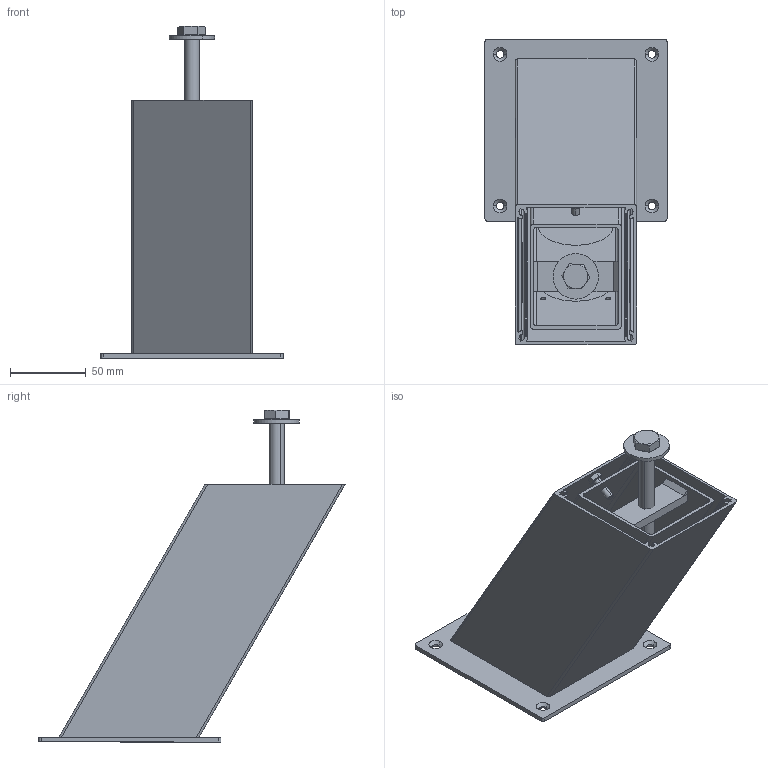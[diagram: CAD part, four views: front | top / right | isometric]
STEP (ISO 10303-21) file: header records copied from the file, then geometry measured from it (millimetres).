
FILE_DESCRIPTION(('STEP AP214'),'1');
FILE_NAME('Rhodos 3 H170.stp','2025-10-08T10:21:41',(' '),(' '),'Spatial InterOp 3D',' ',' ');
FILE_SCHEMA(('AUTOMOTIVE_DESIGN { 1 0 10303 214 1 1 1 1 }'));
Length unit declared in the file: millimetre
Products named in the file (1): Jumbo schr_g|Jumbo Power schr__g Tr__ger#Jumbo Power schr_g Tr_ger|Nobilia - Jumbo Power schr__g Tr__ger 190#Nobilia - Jumbo Power schr_g Tr_ger 190;Nobilia - Jumbo Power schr_g Tr_ger 190
Bounding box: 120 x 201.86 x 218.9 mm (x, y, z)
Volume: 274385.5 mm3; surface area: 259735.2 mm2
Topology: 16 solids, 16 shells, 356 faces, 908 edges, 588 vertices
Faces by surface type: plane 152, cylinder 140, cone 50, torus 14
Entity records: 12074 total; most frequent: CARTESIAN_POINT 2012, DIRECTION 1968, ORIENTED_EDGE 1808, EDGE_CURVE 904, AXIS2_PLACEMENT_3D 732, VERTEX_POINT 588, LINE 504, VECTOR 504
